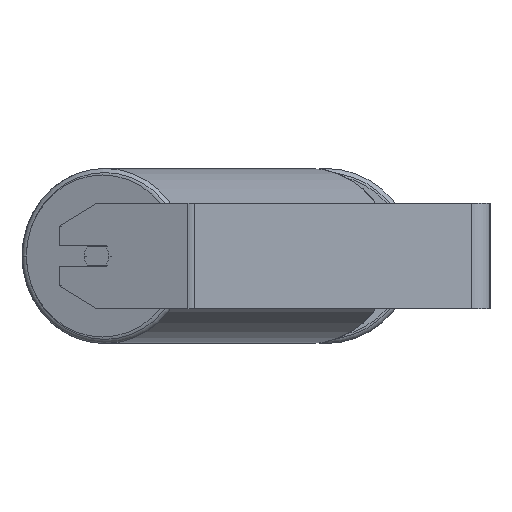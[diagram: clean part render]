
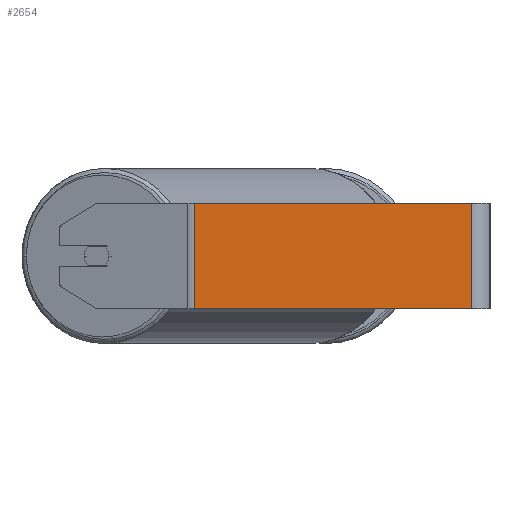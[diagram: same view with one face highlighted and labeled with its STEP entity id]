
A CAD part, left-side view. The second image highlights one B-rep face of the part: STEP entity #2654.
In plain terms, the highlighted planar face has unit normal (-1, 0, 0).
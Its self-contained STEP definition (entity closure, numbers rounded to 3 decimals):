
#41 = EDGE_CURVE ( 'NONE', #6359, #2301, #4768, .T. ) ;
#586 = EDGE_LOOP ( 'NONE', ( #836, #8069, #819, #1073 ) ) ;
#819 = ORIENTED_EDGE ( 'NONE', *, *, #7364, .F. ) ;
#836 = ORIENTED_EDGE ( 'NONE', *, *, #7852, .T. ) ;
#986 = FACE_OUTER_BOUND ( 'NONE', #586, .T. ) ;
#1073 = ORIENTED_EDGE ( 'NONE', *, *, #41, .T. ) ;
#1371 = CARTESIAN_POINT ( 'NONE',  ( -745., 226.908, 40. ) ) ;
#1726 = VECTOR ( 'NONE', #4966, 1000. ) ;
#1799 = CARTESIAN_POINT ( 'NONE',  ( -745., 226.908, -40. ) ) ;
#1883 = CARTESIAN_POINT ( 'NONE',  ( -745., 14., 40. ) ) ;
#1928 = LINE ( 'NONE', #1883, #3848 ) ;
#1937 = DIRECTION ( 'NONE',  ( 0., -1., 0. ) ) ;
#2301 = VERTEX_POINT ( 'NONE', #5821 ) ;
#2458 = LINE ( 'NONE', #1799, #1726 ) ;
#2499 = VERTEX_POINT ( 'NONE', #4103 ) ;
#2560 = VECTOR ( 'NONE', #1937, 1000. ) ;
#2654 = ADVANCED_FACE ( 'NONE', ( #986 ), #8465, .F. ) ;
#3087 = CARTESIAN_POINT ( 'NONE',  ( -745., 224.44, 40. ) ) ;
#3652 = CARTESIAN_POINT ( 'NONE',  ( -745., 226.908, 40. ) ) ;
#3734 = DIRECTION ( 'NONE',  ( 1., 0., 0. ) ) ;
#3848 = VECTOR ( 'NONE', #4640, 1000. ) ;
#4103 = CARTESIAN_POINT ( 'NONE',  ( -745., 14., -40. ) ) ;
#4400 = DIRECTION ( 'NONE',  ( 0., 0., -1. ) ) ;
#4640 = DIRECTION ( 'NONE',  ( 0., 0., -1. ) ) ;
#4746 = CARTESIAN_POINT ( 'NONE',  ( -745., 14., 40. ) ) ;
#4768 = LINE ( 'NONE', #5519, #5589 ) ;
#4966 = DIRECTION ( 'NONE',  ( 0., -1., 0. ) ) ;
#5037 = AXIS2_PLACEMENT_3D ( 'NONE', #3652, #3734, #4400 ) ;
#5519 = CARTESIAN_POINT ( 'NONE',  ( -745., 224.44, 40. ) ) ;
#5589 = VECTOR ( 'NONE', #7455, 1000. ) ;
#5821 = CARTESIAN_POINT ( 'NONE',  ( -745., 224.44, -40. ) ) ;
#5919 = VERTEX_POINT ( 'NONE', #4746 ) ;
#6359 = VERTEX_POINT ( 'NONE', #3087 ) ;
#6727 = LINE ( 'NONE', #1371, #2560 ) ;
#7364 = EDGE_CURVE ( 'NONE', #6359, #5919, #6727, .T. ) ;
#7455 = DIRECTION ( 'NONE',  ( 0., 0., -1. ) ) ;
#7852 = EDGE_CURVE ( 'NONE', #2301, #2499, #2458, .T. ) ;
#8069 = ORIENTED_EDGE ( 'NONE', *, *, #8098, .F. ) ;
#8098 = EDGE_CURVE ( 'NONE', #5919, #2499, #1928, .T. ) ;
#8465 = PLANE ( 'NONE',  #5037 ) ;
